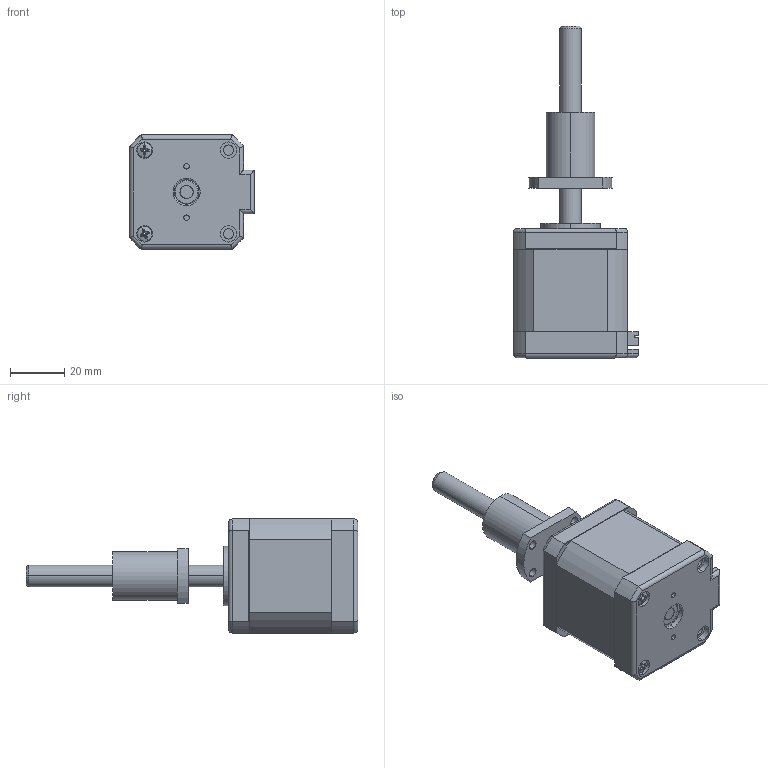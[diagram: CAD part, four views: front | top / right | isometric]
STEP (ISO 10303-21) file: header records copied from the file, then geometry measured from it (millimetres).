
FILE_DESCRIPTION (( 'STEP AP203' ), '1' );
FILE_NAME ('BE176S-B0805-75-FF1-0-200.STEP', '2021-05-06T01:58:11', ( '2012dnd.com' ), ( '2012dnd.com' ), 'SwSTEP 2.0', 'SolidWorks 2014', '' );
FILE_SCHEMA (( 'CONFIG_CONTROL_DESIGN' ));
Length unit declared in the file: millimetre
Products named in the file (1): BE176S-B0805-75-FF1-0-200
Bounding box: 46.2 x 122.8 x 42.2 mm (x, y, z)
Surface area: 21808.4 mm2 (no closed solid volume)
Topology: 0 solids, 16 shells, 286 faces, 904 edges, 636 vertices
Faces by surface type: plane 156, cylinder 86, cone 26, torus 14, sphere 4
Entity records: 10469 total; most frequent: CARTESIAN_POINT 2351, DIRECTION 1650, ORIENTED_EDGE 1561, EDGE_CURVE 904, VERTEX_POINT 636, LINE 572, VECTOR 572, AXIS2_PLACEMENT_3D 539
